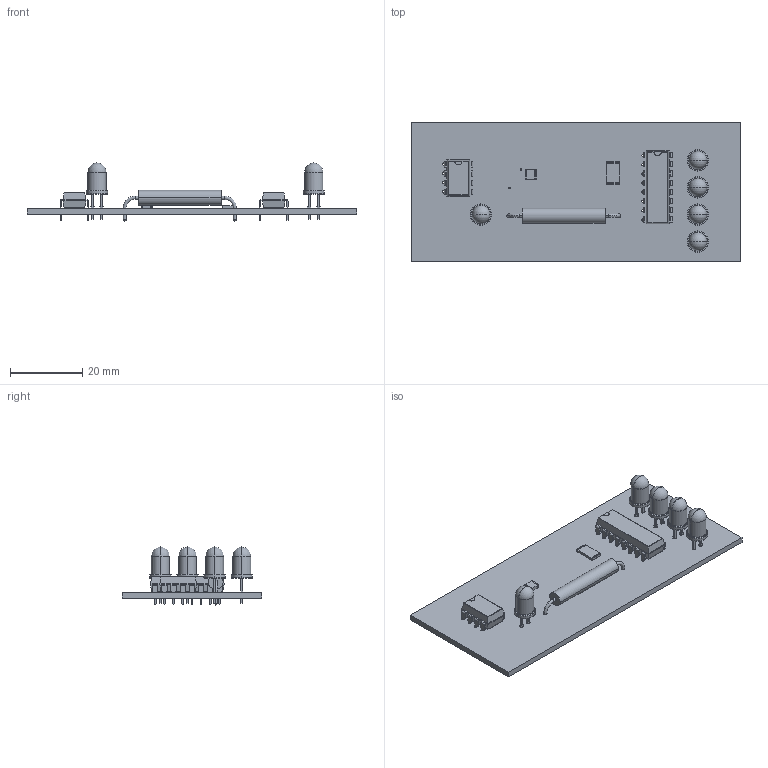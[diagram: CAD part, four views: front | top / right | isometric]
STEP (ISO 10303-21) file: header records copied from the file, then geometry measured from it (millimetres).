
FILE_DESCRIPTION(('PCB Model'),'2;1');
FILE_NAME('Synchronous Sequential Circuits.STEP','2022-04-20T05:29:17',('danie'),( 'Unspecified'),'Open CASCADE STEP processor 6.8','Proteus','Unknown' );
FILE_SCHEMA(('CONFIG_CONTROL_DESIGN','SHAPE_APPEARANCE_LAYER_MIM'));
Length unit declared in the file: millimetre
Products named in the file (34): Open CASCADE STEP translator 6.8 4; Layer_1; U3; Open CASCADE STEP translator 6.8 4.2.1; Body_1; R2; Open CASCADE STEP translator 6.8 4.3.1; Pin_1; Pin_2; U2; Open CASCADE STEP translator 6.8 4.4.1; R1; Open CASCADE STEP translator 6.8 4.5.1; C1; Open CASCADE STEP translator 6.8 4.6.1; D2; Open CASCADE STEP translator 6.8 4.7.1; D3; Open CASCADE STEP translator 6.8 4.8.1; D4; Open CASCADE STEP translator 6.8 4.9.1; D5; Open CASCADE STEP translator 6.8 4.10.1; D1; Open CASCADE STEP translator 6.8 4.11.1
Assembly tree (37 placements, depth 4):
  Open CASCADE STEP translator 6.8 4
    Layer_1
    U3
      Open CASCADE STEP translator 6.8 4.2.1
        Body_1
    R2
      Open CASCADE STEP translator 6.8 4.3.1
        Body_1
        Pin_1
        Pin_2
    U2
      Open CASCADE STEP translator 6.8 4.4.1
        Body_1
    R1
      Open CASCADE STEP translator 6.8 4.5.1
        Body_1
        Pin_1
        Pin_2
    C1
      Open CASCADE STEP translator 6.8 4.6.1
        Body_1
        Pin_1
        Pin_2
    D2
      Open CASCADE STEP translator 6.8 4.7.1
        Body_1
    D3
      Open CASCADE STEP translator 6.8 4.8.1
        Body_1
    D4
      Open CASCADE STEP translator 6.8 4.9.1
        Body_1
    D5
      Open CASCADE STEP translator 6.8 4.10.1
        Body_1
    D1
      Open CASCADE STEP translator 6.8 4.11.1
        Body_1
Bounding box: 91.22 x 38.72 x 16.06 mm (x, y, z)
Volume: 6909.2 mm3; surface area: 11082.1 mm2
Topology: 17 solids, 22 shells, 1273 faces, 3325 edges, 2108 vertices
Faces by surface type: plane 750, cylinder 409, torus 64, sphere 28, cone 20, extrusion 2
Entity records: 28077 total; most frequent: CARTESIAN_POINT 4077, ORIENTED_EDGE 3754, DIRECTION 3706, EDGE_CURVE 1877, VECTOR 1396, LINE 1394, VERTEX_POINT 1196, AXIS2_PLACEMENT_3D 1155
